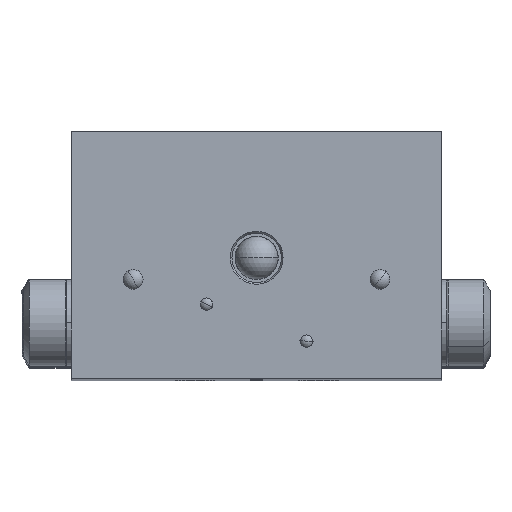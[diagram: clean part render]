
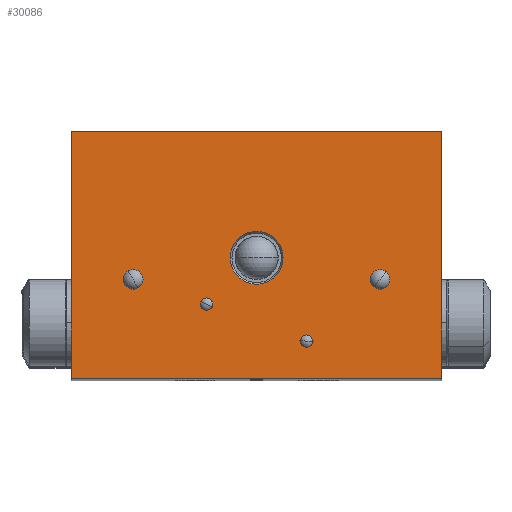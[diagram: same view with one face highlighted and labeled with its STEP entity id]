
A CAD part, top view. The second image highlights one B-rep face of the part: STEP entity #30086.
In plain terms, the highlighted planar face has unit normal (0, 0, 1).
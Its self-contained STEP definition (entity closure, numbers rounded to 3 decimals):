
#552 = VECTOR ( 'NONE', #17135, 1000. ) ;
#684 = ORIENTED_EDGE ( 'NONE', *, *, #23517, .F. ) ;
#814 = DIRECTION ( 'NONE',  ( 0., 0., 1. ) ) ;
#1438 = VECTOR ( 'NONE', #14364, 1000. ) ;
#1599 = CARTESIAN_POINT ( 'NONE',  ( -30., 40., 90. ) ) ;
#2702 = CIRCLE ( 'NONE', #21907, 4.289 ) ;
#2969 = ORIENTED_EDGE ( 'NONE', *, *, #4927, .F. ) ;
#2980 = EDGE_CURVE ( 'NONE', #12050, #9837, #7930, .T. ) ;
#3054 = CARTESIAN_POINT ( 'NONE',  ( 8.1, 6., 90. ) ) ;
#3569 = VERTEX_POINT ( 'NONE', #49630 ) ;
#3810 = VERTEX_POINT ( 'NONE', #44350 ) ;
#3830 = VECTOR ( 'NONE', #8108, 1000. ) ;
#4191 = CARTESIAN_POINT ( 'NONE',  ( -8.1, 12., 90. ) ) ;
#4927 = EDGE_CURVE ( 'NONE', #9837, #12050, #14438, .T. ) ;
#4947 = CARTESIAN_POINT ( 'NONE',  ( 30., 40., 90. ) ) ;
#5309 = ORIENTED_EDGE ( 'NONE', *, *, #35547, .T. ) ;
#5466 = ORIENTED_EDGE ( 'NONE', *, *, #20472, .F. ) ;
#5493 = AXIS2_PLACEMENT_3D ( 'NONE', #22902, #30194, #7638 ) ;
#5580 = EDGE_CURVE ( 'NONE', #3569, #9083, #28040, .T. ) ;
#6706 = DIRECTION ( 'NONE',  ( 0., 0., -1. ) ) ;
#7638 = DIRECTION ( 'NONE',  ( 1., 0., 0. ) ) ;
#7930 = CIRCLE ( 'NONE', #5493, 1. ) ;
#8108 = DIRECTION ( 'NONE',  ( 0., -1., 0. ) ) ;
#8189 = DIRECTION ( 'NONE',  ( -1., 0., 0. ) ) ;
#8332 = VERTEX_POINT ( 'NONE', #18807 ) ;
#8401 = DIRECTION ( 'NONE',  ( 0., 0., -1. ) ) ;
#8461 = CARTESIAN_POINT ( 'NONE',  ( 0., 19.5, 90. ) ) ;
#9083 = VERTEX_POINT ( 'NONE', #28385 ) ;
#9350 = AXIS2_PLACEMENT_3D ( 'NONE', #10453, #6706, #25727 ) ;
#9732 = DIRECTION ( 'NONE',  ( -1., 0., 0. ) ) ;
#9801 = VERTEX_POINT ( 'NONE', #21789 ) ;
#9837 = VERTEX_POINT ( 'NONE', #26532 ) ;
#10317 = ORIENTED_EDGE ( 'NONE', *, *, #46468, .T. ) ;
#10453 = CARTESIAN_POINT ( 'NONE',  ( -30., 40., 90. ) ) ;
#11151 = EDGE_LOOP ( 'NONE', ( #13633, #19080 ) ) ;
#11269 = VERTEX_POINT ( 'NONE', #36484 ) ;
#11351 = DIRECTION ( 'NONE',  ( 1., 0., 0. ) ) ;
#11552 = VERTEX_POINT ( 'NONE', #43467 ) ;
#11994 = AXIS2_PLACEMENT_3D ( 'NONE', #42738, #8401, #16900 ) ;
#12050 = VERTEX_POINT ( 'NONE', #23948 ) ;
#12144 = AXIS2_PLACEMENT_3D ( 'NONE', #23690, #35501, #8189 ) ;
#12889 = ORIENTED_EDGE ( 'NONE', *, *, #33208, .F. ) ;
#12963 = CARTESIAN_POINT ( 'NONE',  ( 21.6, 16., 90. ) ) ;
#13633 = ORIENTED_EDGE ( 'NONE', *, *, #39031, .T. ) ;
#13641 = ORIENTED_EDGE ( 'NONE', *, *, #44954, .T. ) ;
#14364 = DIRECTION ( 'NONE',  ( 1., 0., 0. ) ) ;
#14438 = CIRCLE ( 'NONE', #42470, 1. ) ;
#15087 = CIRCLE ( 'NONE', #31929, 1. ) ;
#15095 = DIRECTION ( 'NONE',  ( 0., -1., 0. ) ) ;
#15958 = CARTESIAN_POINT ( 'NONE',  ( -20., 16., 90. ) ) ;
#16211 = DIRECTION ( 'NONE',  ( 1., 0., 0. ) ) ;
#16278 = CIRCLE ( 'NONE', #42710, 1.6 ) ;
#16742 = AXIS2_PLACEMENT_3D ( 'NONE', #25602, #48940, #45174 ) ;
#16900 = DIRECTION ( 'NONE',  ( -1., 0., 0. ) ) ;
#17135 = DIRECTION ( 'NONE',  ( 1., 0., 0. ) ) ;
#17307 = DIRECTION ( 'NONE',  ( -1., 0., 0. ) ) ;
#18196 = PLANE ( 'NONE',  #9350 ) ;
#18807 = CARTESIAN_POINT ( 'NONE',  ( -18.4, 16., 90. ) ) ;
#19080 = ORIENTED_EDGE ( 'NONE', *, *, #48465, .T. ) ;
#19419 = EDGE_LOOP ( 'NONE', ( #40203, #44466, #12889, #5309 ) ) ;
#19849 = LINE ( 'NONE', #24542, #3830 ) ;
#19966 = DIRECTION ( 'NONE',  ( 0., 0., 1. ) ) ;
#20472 = EDGE_CURVE ( 'NONE', #11269, #38574, #15087, .T. ) ;
#20567 = CARTESIAN_POINT ( 'NONE',  ( 20., 16., 90. ) ) ;
#20895 = LINE ( 'NONE', #1599, #552 ) ;
#20999 = FACE_BOUND ( 'NONE', #26685, .T. ) ;
#21789 = CARTESIAN_POINT ( 'NONE',  ( 18.4, 16., 90. ) ) ;
#21906 = EDGE_LOOP ( 'NONE', ( #13641, #10317 ) ) ;
#21907 = AXIS2_PLACEMENT_3D ( 'NONE', #8461, #19966, #16211 ) ;
#22902 = CARTESIAN_POINT ( 'NONE',  ( -8.1, 12., 90. ) ) ;
#23517 = EDGE_CURVE ( 'NONE', #38574, #11269, #36775, .T. ) ;
#23690 = CARTESIAN_POINT ( 'NONE',  ( 20., 16., 90. ) ) ;
#23948 = CARTESIAN_POINT ( 'NONE',  ( -7.1, 12., 90. ) ) ;
#24542 = CARTESIAN_POINT ( 'NONE',  ( -30., 40., 90. ) ) ;
#24742 = FACE_BOUND ( 'NONE', #11151, .T. ) ;
#25078 = DIRECTION ( 'NONE',  ( 0., 0., -1. ) ) ;
#25602 = CARTESIAN_POINT ( 'NONE',  ( 8.1, 6., 90. ) ) ;
#25727 = DIRECTION ( 'NONE',  ( -1., 0., 0. ) ) ;
#25871 = DIRECTION ( 'NONE',  ( 0., 0., 1. ) ) ;
#26532 = CARTESIAN_POINT ( 'NONE',  ( -9.1, 12., 90. ) ) ;
#26685 = EDGE_LOOP ( 'NONE', ( #40711, #28892 ) ) ;
#27205 = CIRCLE ( 'NONE', #11994, 1.6 ) ;
#28040 = CIRCLE ( 'NONE', #36865, 4.289 ) ;
#28376 = VERTEX_POINT ( 'NONE', #12963 ) ;
#28385 = CARTESIAN_POINT ( 'NONE',  ( 4.289, 19.5, 90. ) ) ;
#28759 = FACE_OUTER_BOUND ( 'NONE', #19419, .T. ) ;
#28760 = EDGE_CURVE ( 'NONE', #11552, #44432, #31944, .T. ) ;
#28892 = ORIENTED_EDGE ( 'NONE', *, *, #5580, .F. ) ;
#29018 = FACE_BOUND ( 'NONE', #42225, .T. ) ;
#29459 = VECTOR ( 'NONE', #15095, 1000. ) ;
#29928 = LINE ( 'NONE', #41451, #29459 ) ;
#30086 = ADVANCED_FACE ( 'NONE', ( #20999, #29018, #40551, #24742, #48090, #28759 ), #18196, .F. ) ;
#30194 = DIRECTION ( 'NONE',  ( 0., 0., 1. ) ) ;
#31000 = DIRECTION ( 'NONE',  ( 1., 0., 0. ) ) ;
#31929 = AXIS2_PLACEMENT_3D ( 'NONE', #3054, #25871, #41187 ) ;
#31944 = LINE ( 'NONE', #36461, #1438 ) ;
#32173 = EDGE_LOOP ( 'NONE', ( #5466, #684 ) ) ;
#33208 = EDGE_CURVE ( 'NONE', #41102, #47623, #20895, .T. ) ;
#33770 = CIRCLE ( 'NONE', #12144, 1.6 ) ;
#34904 = CARTESIAN_POINT ( 'NONE',  ( 0., 19.5, 90. ) ) ;
#35275 = DIRECTION ( 'NONE',  ( 0., 0., 1. ) ) ;
#35492 = EDGE_CURVE ( 'NONE', #47623, #44432, #29928, .T. ) ;
#35501 = DIRECTION ( 'NONE',  ( 0., 0., -1. ) ) ;
#35547 = EDGE_CURVE ( 'NONE', #41102, #11552, #19849, .T. ) ;
#35668 = CARTESIAN_POINT ( 'NONE',  ( 30., 0., 90. ) ) ;
#36461 = CARTESIAN_POINT ( 'NONE',  ( -30., 0., 90. ) ) ;
#36484 = CARTESIAN_POINT ( 'NONE',  ( 9.1, 6., 90. ) ) ;
#36775 = CIRCLE ( 'NONE', #16742, 1. ) ;
#36865 = AXIS2_PLACEMENT_3D ( 'NONE', #34904, #814, #11351 ) ;
#38574 = VERTEX_POINT ( 'NONE', #44734 ) ;
#39031 = EDGE_CURVE ( 'NONE', #3810, #8332, #27205, .T. ) ;
#39045 = DIRECTION ( 'NONE',  ( 0., 0., -1. ) ) ;
#40203 = ORIENTED_EDGE ( 'NONE', *, *, #28760, .T. ) ;
#40551 = FACE_BOUND ( 'NONE', #32173, .T. ) ;
#40711 = ORIENTED_EDGE ( 'NONE', *, *, #47672, .F. ) ;
#41102 = VERTEX_POINT ( 'NONE', #41168 ) ;
#41168 = CARTESIAN_POINT ( 'NONE',  ( -30., 40., 90. ) ) ;
#41187 = DIRECTION ( 'NONE',  ( 1., 0., 0. ) ) ;
#41451 = CARTESIAN_POINT ( 'NONE',  ( 30., 40., 90. ) ) ;
#42225 = EDGE_LOOP ( 'NONE', ( #44359, #2969 ) ) ;
#42470 = AXIS2_PLACEMENT_3D ( 'NONE', #4191, #35275, #31000 ) ;
#42710 = AXIS2_PLACEMENT_3D ( 'NONE', #15958, #39045, #9732 ) ;
#42738 = CARTESIAN_POINT ( 'NONE',  ( -20., 16., 90. ) ) ;
#43467 = CARTESIAN_POINT ( 'NONE',  ( -30., 0., 90. ) ) ;
#44350 = CARTESIAN_POINT ( 'NONE',  ( -21.6, 16., 90. ) ) ;
#44359 = ORIENTED_EDGE ( 'NONE', *, *, #2980, .F. ) ;
#44432 = VERTEX_POINT ( 'NONE', #35668 ) ;
#44466 = ORIENTED_EDGE ( 'NONE', *, *, #35492, .F. ) ;
#44734 = CARTESIAN_POINT ( 'NONE',  ( 7.1, 6., 90. ) ) ;
#44954 = EDGE_CURVE ( 'NONE', #9801, #28376, #33770, .T. ) ;
#45174 = DIRECTION ( 'NONE',  ( 1., 0., 0. ) ) ;
#45853 = AXIS2_PLACEMENT_3D ( 'NONE', #20567, #25078, #17307 ) ;
#46468 = EDGE_CURVE ( 'NONE', #28376, #9801, #46647, .T. ) ;
#46647 = CIRCLE ( 'NONE', #45853, 1.6 ) ;
#47623 = VERTEX_POINT ( 'NONE', #4947 ) ;
#47672 = EDGE_CURVE ( 'NONE', #9083, #3569, #2702, .T. ) ;
#48090 = FACE_BOUND ( 'NONE', #21906, .T. ) ;
#48465 = EDGE_CURVE ( 'NONE', #8332, #3810, #16278, .T. ) ;
#48940 = DIRECTION ( 'NONE',  ( 0., 0., 1. ) ) ;
#49630 = CARTESIAN_POINT ( 'NONE',  ( -4.289, 19.5, 90. ) ) ;
